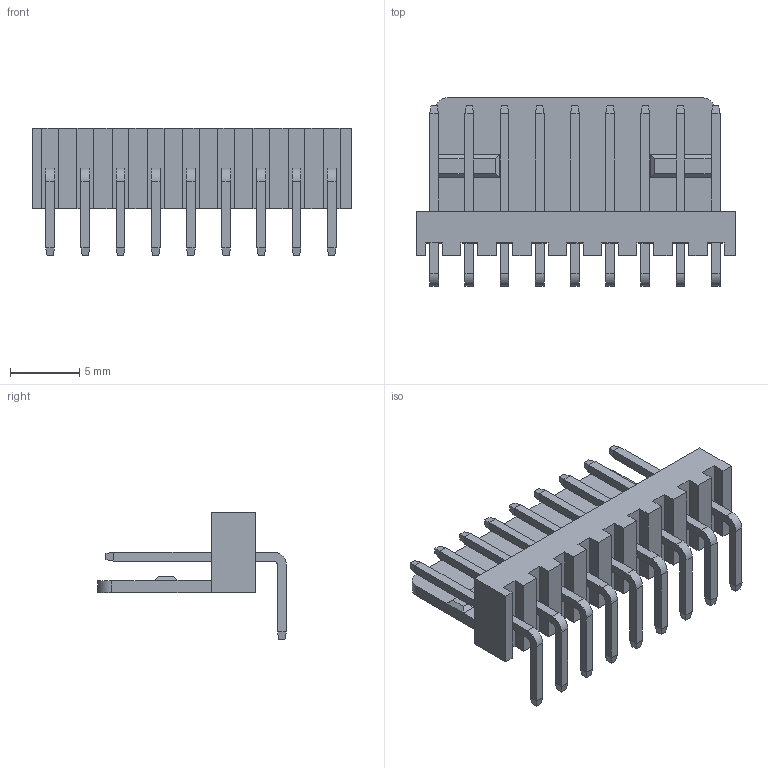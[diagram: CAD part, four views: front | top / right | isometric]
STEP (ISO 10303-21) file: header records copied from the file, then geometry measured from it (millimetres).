
FILE_DESCRIPTION (( 'STEP AP203' ), '1' );
FILE_NAME ('11634, SWR25X-NRTC-S09-RB-BA.STEP', '2015-05-20T02:43:11', ( '' ), ( '' ), 'SwSTEP 2.0', 'SolidWorks 2012', '' );
FILE_SCHEMA (( 'CONFIG_CONTROL_DESIGN' ));
Length unit declared in the file: millimetre
Products named in the file (1): 11634, SWR25X-NRTC-S09-RB-BA
Bounding box: 23.02 x 13.62 x 9.2 mm (x, y, z)
Volume: 575.3 mm3; surface area: 1265.4 mm2
Topology: 3 solids, 3 shells, 292 faces, 704 edges, 432 vertices
Faces by surface type: plane 272, cylinder 20
Entity records: 8293 total; most frequent: CARTESIAN_POINT 1429, ORIENTED_EDGE 1408, DIRECTION 1330, EDGE_CURVE 704, VECTOR 664, LINE 664, VERTEX_POINT 432, AXIS2_PLACEMENT_3D 333
